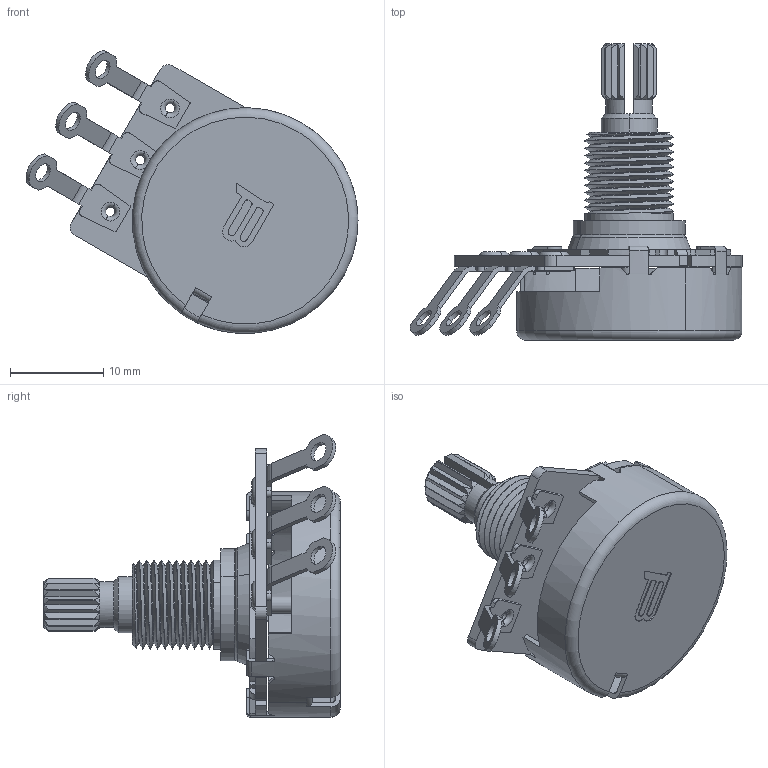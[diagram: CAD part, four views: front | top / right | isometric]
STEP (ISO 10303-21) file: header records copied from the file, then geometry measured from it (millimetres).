
FILE_DESCRIPTION((''),'2;1');
FILE_NAME('PDA241-XXX00','2017-08-08T',('RICKB'),('Bourns, Inc.'),'CREO PARAMETRIC BY PTC INC, 2016130','CREO PARAMETRIC BY PTC INC, 2016130','');
FILE_SCHEMA(('AUTOMOTIVE_DESIGN_CC2 { 1 2 10303 214 -1 1 5 2 }'));
Length unit declared in the file: millimetre
Products named in the file (1): PDA241-XXX00
Bounding box: 35.6 x 31.8 x 30.35 mm (x, y, z)
Volume: 2335.7 mm3; surface area: 4662.7 mm2
Topology: 1 solids, 4 shells, 488 faces, 1374 edges, 889 vertices
Faces by surface type: plane 221, cylinder 193, cone 44, torus 24, bspline 6
Entity records: 19954 total; most frequent: CARTESIAN_POINT 7434, ORIENTED_EDGE 2744, DIRECTION 2509, EDGE_CURVE 1372, AXIS2_PLACEMENT_3D 926, VERTEX_POINT 889, VECTOR 657, LINE 657
